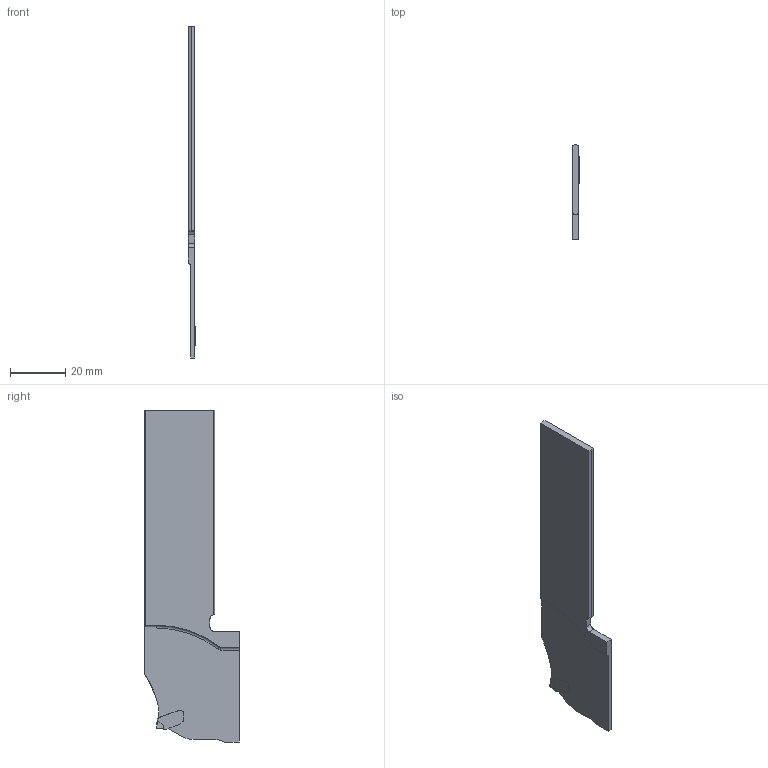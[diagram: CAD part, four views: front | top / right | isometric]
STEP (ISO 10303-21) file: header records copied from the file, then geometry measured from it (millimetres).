
FILE_DESCRIPTION(/* description */ (''),/* implementation_level */ '2;1');
FILE_NAME(/* name */ 'TOOLASSEMBLY_1.STP',/* time_stamp */ '2023-11-06T09:26:50+01:00',/* author */ (''),/* organization */ ('SMS'),/* preprocessor_version */ 'ST-DEVELOPER v16.7',/* originating_system */ 'SIEMENS PLM Software NX 12.0',/* authorisation */ '');
FILE_SCHEMA (('AUTOMOTIVE_DESIGN { 1 0 10303 214 3 1 1 1 }'));
Length unit declared in the file: millimetre
Products named in the file (4): ASSEMBLY_CONSTRUCTION; CUT_20231106092600; NOCUT_20231106092540; TOOLASSEMBLY_1
Assembly tree (3 placements, depth 2):
  TOOLASSEMBLY_1
    NOCUT_20231106092540
    CUT_20231106092600
    ASSEMBLY_CONSTRUCTION
Bounding box: 2.61 x 34.19 x 120 mm (x, y, z)
Volume: 6549.4 mm3; surface area: 7084.1 mm2
Topology: 2 solids, 2 shells, 100 faces, 280 edges, 192 vertices
Faces by surface type: plane 45, cylinder 32, extrusion 17, cone 3, bspline 2, torus 1
Entity records: 3905 total; most frequent: CARTESIAN_POINT 1146, ORIENTED_EDGE 554, DIRECTION 523, EDGE_CURVE 277, VERTEX_POINT 181, VECTOR 179, AXIS2_PLACEMENT_3D 172, LINE 162
